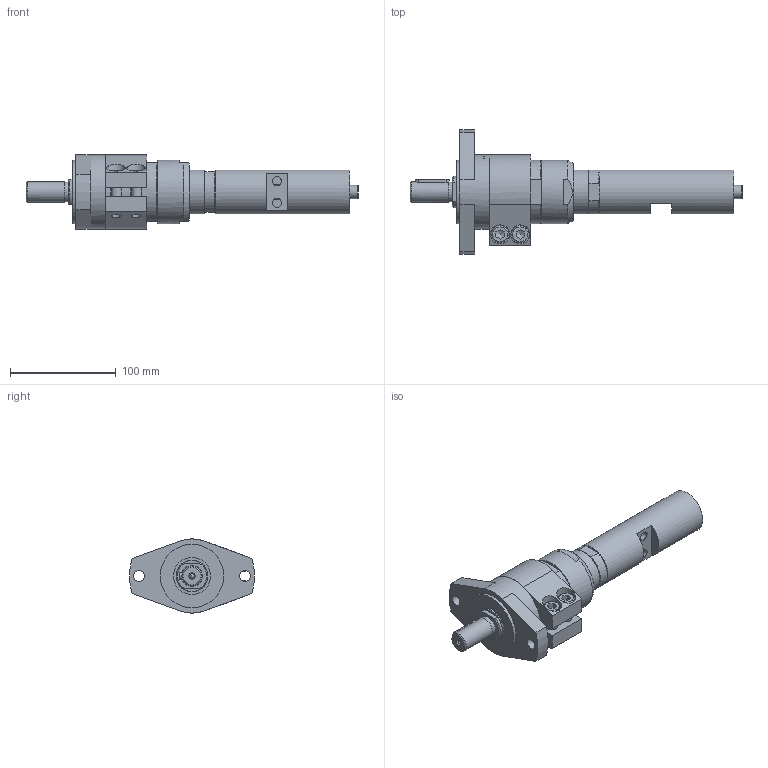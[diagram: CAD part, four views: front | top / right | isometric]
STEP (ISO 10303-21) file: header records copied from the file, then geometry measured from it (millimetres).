
FILE_DESCRIPTION(/* description */ (''),/* implementation_level */ '2;1');
FILE_NAME(/* name */ 'MUB 23-30 F100_60031765.stp',/* time_stamp */ '2019-05-24T10:36:39+02:00',/* author */ ('flambert'),/* organization */ (''),/* preprocessor_version */ 'ST-DEVELOPER v17',/* originating_system */ 'Autodesk Inventor 2018',/* authorisation */ '');
FILE_SCHEMA (('AUTOMOTIVE_DESIGN { 1 0 10303 214 3 1 1 }'));
Length unit declared in the file: millimetre
Products named in the file (1): MUB 23-30 F100_60031765
Bounding box: 313.5 x 118 x 70 mm (x, y, z)
Volume: 642899.2 mm3; surface area: 75422.4 mm2
Topology: 1 solids, 8 shells, 214 faces, 543 edges, 369 vertices
Faces by surface type: plane 109, cylinder 68, cone 29, torus 6, sphere 2
Full cylindrical faces by diameter (mm): 1.55 x2, 2 x2, 3.2 x2, 3.5 x2, 3.6 x1, 4 x3, 4.134 x1, 5 x3, 5.5 x1, 8.376 x2, 8.566 x2, 10 x2, 10.3 x2, 10.5 x2, 13 x1, 16 x2, 18 x2, 18.8 x1, 19 x1, 29.95 x1, 35 x1, 39 x1, 39.5 x1, 41.5 x2, 42 x1, 60 x2, 70 x1
Entity records: 7192 total; most frequent: CARTESIAN_POINT 1576, DIRECTION 1162, ORIENTED_EDGE 1078, EDGE_CURVE 539, AXIS2_PLACEMENT_3D 473, VERTEX_POINT 369, EDGE_LOOP 258, CIRCLE 254
